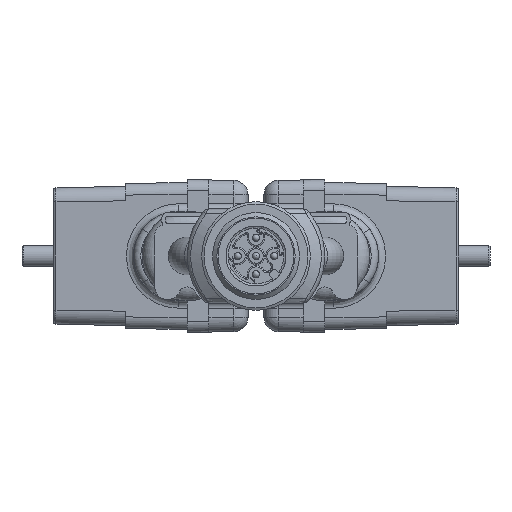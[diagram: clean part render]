
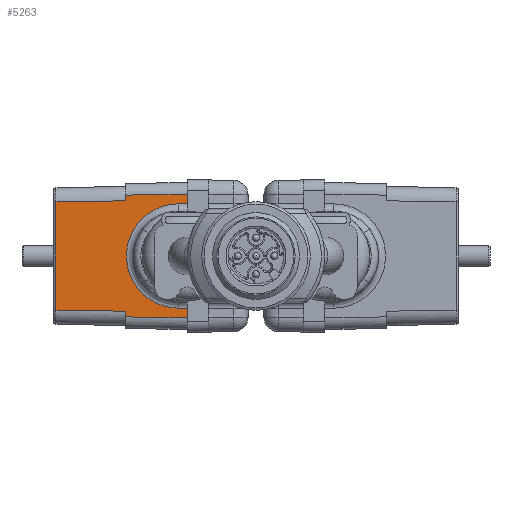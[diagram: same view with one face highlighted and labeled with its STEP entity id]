
A CAD part, front view. The second image highlights one B-rep face of the part: STEP entity #5263.
In plain terms, the highlighted planar face has unit normal (-0.018, -1, 0).
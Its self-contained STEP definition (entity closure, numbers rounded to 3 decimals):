
#48=ELLIPSE('',#17883,7.201,7.2);
#806=FACE_OUTER_BOUND('',#6867,.T.);
#1360=PLANE('',#17884);
#2501=LINE('',#29290,#3941);
#2502=LINE('',#29293,#3942);
#2503=LINE('',#29295,#3943);
#2504=LINE('',#29297,#3944);
#2505=LINE('',#29299,#3945);
#2506=LINE('',#29301,#3946);
#2507=LINE('',#29303,#3947);
#2508=LINE('',#29305,#3948);
#2509=LINE('',#29306,#3949);
#2510=LINE('',#29310,#3950);
#2511=LINE('',#29311,#3951);
#2512=LINE('',#29313,#3952);
#2513=LINE('',#29315,#3953);
#2514=LINE('',#29317,#3954);
#2515=LINE('',#29319,#3955);
#3941=VECTOR('',#21201,1.);
#3942=VECTOR('',#21202,1.);
#3943=VECTOR('',#21203,1.);
#3944=VECTOR('',#21204,1.);
#3945=VECTOR('',#21205,1.);
#3946=VECTOR('',#21206,1.);
#3947=VECTOR('',#21207,1.);
#3948=VECTOR('',#21208,1.);
#3949=VECTOR('',#21209,1.);
#3950=VECTOR('',#21212,1.);
#3951=VECTOR('',#21213,1.);
#3952=VECTOR('',#21214,1.);
#3953=VECTOR('',#21215,1.);
#3954=VECTOR('',#21216,1.);
#3955=VECTOR('',#21217,1.);
#5263=ADVANCED_FACE('',(#806),#1360,.T.);
#6867=EDGE_LOOP('',(#9958,#9959,#9960,#9961,#9962,#9963,#9964,#9965,#9966,
#9967,#9968,#9969,#9970,#9971,#9972,#9973));
#9958=ORIENTED_EDGE('',*,*,#15047,.T.);
#9959=ORIENTED_EDGE('',*,*,#15048,.T.);
#9960=ORIENTED_EDGE('',*,*,#15049,.T.);
#9961=ORIENTED_EDGE('',*,*,#15050,.F.);
#9962=ORIENTED_EDGE('',*,*,#15051,.T.);
#9963=ORIENTED_EDGE('',*,*,#15052,.T.);
#9964=ORIENTED_EDGE('',*,*,#15053,.F.);
#9965=ORIENTED_EDGE('',*,*,#15054,.T.);
#9966=ORIENTED_EDGE('',*,*,#15055,.T.);
#9967=ORIENTED_EDGE('',*,*,#15056,.T.);
#9968=ORIENTED_EDGE('',*,*,#15057,.T.);
#9969=ORIENTED_EDGE('',*,*,#15058,.T.);
#9970=ORIENTED_EDGE('',*,*,#15059,.T.);
#9971=ORIENTED_EDGE('',*,*,#15060,.T.);
#9972=ORIENTED_EDGE('',*,*,#15061,.T.);
#9973=ORIENTED_EDGE('',*,*,#15062,.F.);
#13026=VERTEX_POINT('',#29273);
#13028=VERTEX_POINT('',#29278);
#13031=VERTEX_POINT('',#29291);
#13032=VERTEX_POINT('',#29292);
#13033=VERTEX_POINT('',#29294);
#13034=VERTEX_POINT('',#29296);
#13035=VERTEX_POINT('',#29298);
#13036=VERTEX_POINT('',#29300);
#13037=VERTEX_POINT('',#29302);
#13038=VERTEX_POINT('',#29304);
#13039=VERTEX_POINT('',#29307);
#13040=VERTEX_POINT('',#29309);
#13041=VERTEX_POINT('',#29312);
#13042=VERTEX_POINT('',#29314);
#13043=VERTEX_POINT('',#29316);
#13044=VERTEX_POINT('',#29318);
#15047=EDGE_CURVE('',#13031,#13032,#2501,.T.);
#15048=EDGE_CURVE('',#13032,#13033,#2502,.T.);
#15049=EDGE_CURVE('',#13033,#13034,#2503,.T.);
#15050=EDGE_CURVE('',#13035,#13034,#2504,.T.);
#15051=EDGE_CURVE('',#13035,#13036,#2505,.T.);
#15052=EDGE_CURVE('',#13036,#13037,#2506,.T.);
#15053=EDGE_CURVE('',#13038,#13037,#2507,.T.);
#15054=EDGE_CURVE('',#13038,#13028,#2508,.T.);
#15055=EDGE_CURVE('',#13028,#13039,#2509,.T.);
#15056=EDGE_CURVE('',#13039,#13040,#48,.T.);
#15057=EDGE_CURVE('',#13040,#13026,#2510,.T.);
#15058=EDGE_CURVE('',#13026,#13041,#2511,.T.);
#15059=EDGE_CURVE('',#13041,#13042,#2512,.T.);
#15060=EDGE_CURVE('',#13042,#13043,#2513,.T.);
#15061=EDGE_CURVE('',#13043,#13044,#2514,.T.);
#15062=EDGE_CURVE('',#13031,#13044,#2515,.T.);
#17883=AXIS2_PLACEMENT_3D('',#29308,#21210,#21211);
#17884=AXIS2_PLACEMENT_3D('',#29320,#21218,#21219);
#21201=DIRECTION('',(-1.,0.017,-0.017));
#21202=DIRECTION('',(0.,0.,-1.));
#21203=DIRECTION('',(1.,-0.017,-0.017));
#21204=DIRECTION('',(0.,0.,1.));
#21205=DIRECTION('',(1.,-0.017,-0.017));
#21206=DIRECTION('',(0.,0.,-1.));
#21207=DIRECTION('',(-1.,0.017,0.));
#21208=DIRECTION('',(0.,0.,1.));
#21209=DIRECTION('',(-1.,0.017,0.));
#21210=DIRECTION('',(0.017,1.,0.));
#21211=DIRECTION('',(1.,-0.017,0.));
#21212=DIRECTION('',(1.,-0.017,0.));
#21213=DIRECTION('',(0.,0.,1.));
#21214=DIRECTION('',(-1.,0.017,0.));
#21215=DIRECTION('',(0.,0.,-1.));
#21216=DIRECTION('',(-1.,0.017,-0.017));
#21217=DIRECTION('',(0.,0.,1.));
#21218=DIRECTION('',(-0.017,-1.,0.));
#21219=DIRECTION('',(0.,0.,1.));
#29273=CARTESIAN_POINT('',(59.686,48.73,7.2));
#29278=CARTESIAN_POINT('',(59.686,48.73,-7.2));
#29290=CARTESIAN_POINT('',(39.72,49.079,7.448));
#29291=CARTESIAN_POINT('',(49.686,48.905,7.622));
#29292=CARTESIAN_POINT('',(40.079,49.072,7.454));
#29293=CARTESIAN_POINT('',(40.079,49.072,0.));
#29294=CARTESIAN_POINT('',(40.079,49.072,-7.454));
#29295=CARTESIAN_POINT('',(49.72,48.904,-7.622));
#29296=CARTESIAN_POINT('',(49.686,48.905,-7.622));
#29297=CARTESIAN_POINT('',(49.686,48.905,0.));
#29298=CARTESIAN_POINT('',(49.686,48.905,-8.402));
#29299=CARTESIAN_POINT('',(58.214,48.756,-8.551));
#29300=CARTESIAN_POINT('',(58.186,48.756,-8.55));
#29301=CARTESIAN_POINT('',(58.186,48.756,-10.15));
#29302=CARTESIAN_POINT('',(58.186,48.756,-9.05));
#29303=CARTESIAN_POINT('',(56.986,48.777,-9.05));
#29304=CARTESIAN_POINT('',(59.686,48.73,-9.05));
#29305=CARTESIAN_POINT('',(59.686,48.73,0.));
#29306=CARTESIAN_POINT('',(57.003,48.777,-7.2));
#29307=CARTESIAN_POINT('',(57.003,48.777,-7.2));
#29308=CARTESIAN_POINT('',(57.003,48.777,0.));
#29309=CARTESIAN_POINT('',(57.003,48.777,7.2));
#29310=CARTESIAN_POINT('',(65.402,48.63,7.2));
#29311=CARTESIAN_POINT('',(59.686,48.73,0.));
#29312=CARTESIAN_POINT('',(59.686,48.73,9.05));
#29313=CARTESIAN_POINT('',(61.185,48.704,9.05));
#29314=CARTESIAN_POINT('',(58.186,48.756,9.05));
#29315=CARTESIAN_POINT('',(58.186,48.756,10.55));
#29316=CARTESIAN_POINT('',(58.186,48.756,8.55));
#29317=CARTESIAN_POINT('',(49.714,48.904,8.402));
#29318=CARTESIAN_POINT('',(49.686,48.905,8.402));
#29319=CARTESIAN_POINT('',(49.686,48.905,0.));
#29320=CARTESIAN_POINT('',(56.986,48.777,0.));
